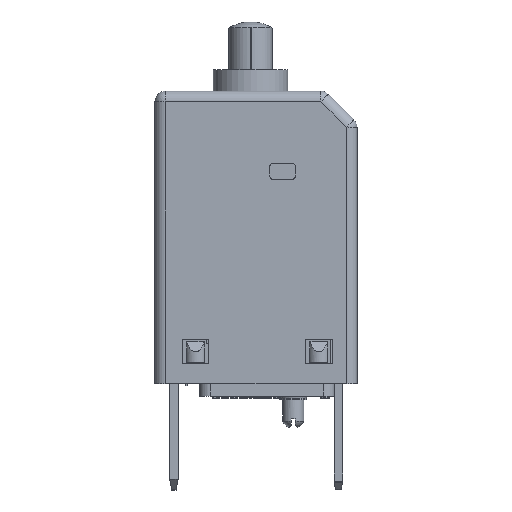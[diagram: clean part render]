
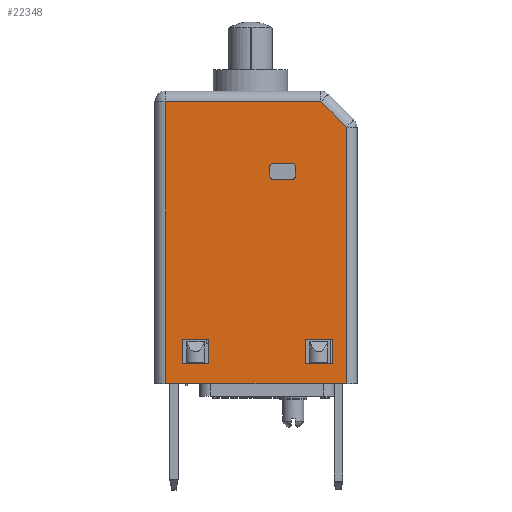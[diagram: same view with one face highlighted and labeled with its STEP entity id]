
A CAD part, top view. The second image highlights one B-rep face of the part: STEP entity #22348.
In plain terms, the highlighted planar face has unit normal (0, 0, 1).
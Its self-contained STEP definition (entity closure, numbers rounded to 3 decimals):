
#8534=DIRECTION('',(1.,0.,0.));
#8535=VECTOR('',#8534,2.5);
#8536=CARTESIAN_POINT('',(-6.45,1.77,5.5));
#8537=LINE('',#8536,#8535);
#8541=DIRECTION('',(0.,1.,0.));
#8542=VECTOR('',#8541,2.3);
#8543=CARTESIAN_POINT('',(-3.95,1.77,5.5));
#8544=LINE('',#8543,#8542);
#8548=DIRECTION('',(-1.,0.,0.));
#8549=VECTOR('',#8548,2.5);
#8550=CARTESIAN_POINT('',(-3.95,4.07,5.5));
#8551=LINE('',#8550,#8549);
#8555=DIRECTION('',(0.,-1.,0.));
#8556=VECTOR('',#8555,2.3);
#8557=CARTESIAN_POINT('',(-6.45,4.07,5.5));
#8558=LINE('',#8557,#8556);
#8562=DIRECTION('',(0.,-1.,0.));
#8563=VECTOR('',#8562,2.3);
#8564=CARTESIAN_POINT('',(5.15,4.07,5.5));
#8565=LINE('',#8564,#8563);
#8569=DIRECTION('',(1.,0.,0.));
#8570=VECTOR('',#8569,2.5);
#8571=CARTESIAN_POINT('',(5.15,1.77,5.5));
#8572=LINE('',#8571,#8570);
#8576=DIRECTION('',(0.,1.,0.));
#8577=VECTOR('',#8576,2.3);
#8578=CARTESIAN_POINT('',(7.65,1.77,5.5));
#8579=LINE('',#8578,#8577);
#8583=DIRECTION('',(-1.,0.,0.));
#8584=VECTOR('',#8583,2.5);
#8585=CARTESIAN_POINT('',(7.65,4.07,5.5));
#8586=LINE('',#8585,#8584);
#8590=DIRECTION('',(0.,-1.,0.));
#8591=VECTOR('',#8590,26.5);
#8592=CARTESIAN_POINT('',(-8.,26.4,5.5));
#8593=LINE('',#8592,#8591);
#8597=DIRECTION('',(-1.,0.,0.));
#8598=VECTOR('',#8597,14.586);
#8599=CARTESIAN_POINT('',(6.586,26.4,5.5));
#8600=LINE('',#8599,#8598);
#8604=DIRECTION('',(-0.707,0.707,0.));
#8605=VECTOR('',#8604,3.414);
#8606=CARTESIAN_POINT('',(9.,23.986,5.5));
#8607=LINE('',#8606,#8605);
#8611=DIRECTION('',(0.,1.,0.));
#8612=VECTOR('',#8611,24.086);
#8613=CARTESIAN_POINT('',(9.,-0.1,5.5));
#8614=LINE('',#8613,#8612);
#8618=DIRECTION('',(1.,0.,0.));
#8619=VECTOR('',#8618,17.);
#8620=CARTESIAN_POINT('',(-8.,-0.1,5.5));
#8621=LINE('',#8620,#8619);
#8625=DIRECTION('',(0.,1.,0.));
#8626=VECTOR('',#8625,0.9);
#8627=CARTESIAN_POINT('',(4.2,19.4,5.5));
#8628=LINE('',#8627,#8626);
#8632=DIRECTION('',(-1.,0.,0.));
#8633=VECTOR('',#8632,1.8);
#8634=CARTESIAN_POINT('',(3.9,20.6,5.5));
#8635=LINE('',#8634,#8633);
#8639=DIRECTION('',(0.,-1.,0.));
#8640=VECTOR('',#8639,0.9);
#8641=CARTESIAN_POINT('',(1.8,20.3,5.5));
#8642=LINE('',#8641,#8640);
#8646=DIRECTION('',(1.,0.,0.));
#8647=VECTOR('',#8646,1.8);
#8648=CARTESIAN_POINT('',(2.1,19.1,5.5));
#8649=LINE('',#8648,#8647);
#12230=CARTESIAN_POINT('',(3.9,20.3,5.5));
#12231=DIRECTION('',(0.,0.,-1.));
#12232=DIRECTION('',(0.,1.,0.));
#12233=AXIS2_PLACEMENT_3D('',#12230,#12231,#12232);
#12298=CARTESIAN_POINT('',(2.1,20.3,5.5));
#12299=DIRECTION('',(0.,0.,-1.));
#12300=DIRECTION('',(-1.,0.,0.));
#12301=AXIS2_PLACEMENT_3D('',#12298,#12299,#12300);
#12320=CARTESIAN_POINT('',(2.1,19.4,5.5));
#12321=DIRECTION('',(0.,0.,-1.));
#12322=DIRECTION('',(0.,-1.,0.));
#12323=AXIS2_PLACEMENT_3D('',#12320,#12321,#12322);
#12342=CARTESIAN_POINT('',(3.9,19.4,5.5));
#12343=DIRECTION('',(0.,0.,-1.));
#12344=DIRECTION('',(1.,0.,0.));
#12345=AXIS2_PLACEMENT_3D('',#12342,#12343,#12344);
#14186=CARTESIAN_POINT('',(-6.45,1.77,5.5));
#14187=CARTESIAN_POINT('',(-3.95,1.77,5.5));
#14188=VERTEX_POINT('',#14186);
#14189=VERTEX_POINT('',#14187);
#14190=CARTESIAN_POINT('',(-3.95,4.07,5.5));
#14191=VERTEX_POINT('',#14190);
#14192=CARTESIAN_POINT('',(-6.45,4.07,5.5));
#14193=VERTEX_POINT('',#14192);
#14194=CARTESIAN_POINT('',(5.15,4.07,5.5));
#14195=CARTESIAN_POINT('',(5.15,1.77,5.5));
#14196=VERTEX_POINT('',#14194);
#14197=VERTEX_POINT('',#14195);
#14198=CARTESIAN_POINT('',(7.65,1.77,5.5));
#14199=VERTEX_POINT('',#14198);
#14200=CARTESIAN_POINT('',(7.65,4.07,5.5));
#14201=VERTEX_POINT('',#14200);
#14268=CARTESIAN_POINT('',(-8.,-0.1,5.5));
#14270=VERTEX_POINT('',#14268);
#14274=CARTESIAN_POINT('',(-8.,26.4,5.5));
#14275=VERTEX_POINT('',#14274);
#14278=CARTESIAN_POINT('',(6.586,26.4,5.5));
#14279=VERTEX_POINT('',#14278);
#14284=CARTESIAN_POINT('',(9.,23.986,5.5));
#14285=VERTEX_POINT('',#14284);
#14291=CARTESIAN_POINT('',(9.,-0.1,5.5));
#14293=VERTEX_POINT('',#14291);
#14324=CARTESIAN_POINT('',(1.8,20.3,5.5));
#14325=VERTEX_POINT('',#14324);
#14326=CARTESIAN_POINT('',(2.1,20.6,5.5));
#14327=VERTEX_POINT('',#14326);
#14332=CARTESIAN_POINT('',(3.9,20.6,5.5));
#14333=VERTEX_POINT('',#14332);
#14334=CARTESIAN_POINT('',(4.2,20.3,5.5));
#14335=VERTEX_POINT('',#14334);
#14340=CARTESIAN_POINT('',(2.1,19.1,5.5));
#14341=VERTEX_POINT('',#14340);
#14342=CARTESIAN_POINT('',(1.8,19.4,5.5));
#14343=VERTEX_POINT('',#14342);
#14348=CARTESIAN_POINT('',(4.2,19.4,5.5));
#14349=VERTEX_POINT('',#14348);
#14350=CARTESIAN_POINT('',(3.9,19.1,5.5));
#14351=VERTEX_POINT('',#14350);
#22297=CARTESIAN_POINT('',(0.,-0.1,5.5));
#22298=DIRECTION('',(0.,0.,1.));
#22299=DIRECTION('',(1.,0.,0.));
#22300=AXIS2_PLACEMENT_3D('',#22297,#22298,#22299);
#22301=PLANE('',#22300);
#22302=ORIENTED_EDGE('',*,*,#21624,.F.);
#22304=ORIENTED_EDGE('',*,*,#22303,.F.);
#22306=ORIENTED_EDGE('',*,*,#22305,.F.);
#22308=ORIENTED_EDGE('',*,*,#22307,.F.);
#22309=ORIENTED_EDGE('',*,*,#21503,.F.);
#22310=EDGE_LOOP('',(#22302,#22304,#22306,#22308,#22309));
#22311=FACE_OUTER_BOUND('',#22310,.F.);
#22313=ORIENTED_EDGE('',*,*,#22312,.T.);
#22315=ORIENTED_EDGE('',*,*,#22314,.T.);
#22317=ORIENTED_EDGE('',*,*,#22316,.T.);
#22319=ORIENTED_EDGE('',*,*,#22318,.T.);
#22320=EDGE_LOOP('',(#22313,#22315,#22317,#22319));
#22321=FACE_BOUND('',#22320,.F.);
#22322=ORIENTED_EDGE('',*,*,#21775,.T.);
#22323=ORIENTED_EDGE('',*,*,#22250,.T.);
#22325=ORIENTED_EDGE('',*,*,#22324,.T.);
#22327=ORIENTED_EDGE('',*,*,#22326,.T.);
#22328=EDGE_LOOP('',(#22322,#22323,#22325,#22327));
#22329=FACE_BOUND('',#22328,.F.);
#22331=ORIENTED_EDGE('',*,*,#22330,.T.);
#22333=ORIENTED_EDGE('',*,*,#22332,.F.);
#22335=ORIENTED_EDGE('',*,*,#22334,.T.);
#22337=ORIENTED_EDGE('',*,*,#22336,.F.);
#22339=ORIENTED_EDGE('',*,*,#22338,.T.);
#22341=ORIENTED_EDGE('',*,*,#22340,.F.);
#22343=ORIENTED_EDGE('',*,*,#22342,.T.);
#22345=ORIENTED_EDGE('',*,*,#22344,.F.);
#22346=EDGE_LOOP('',(#22331,#22333,#22335,#22337,#22339,#22341,#22343,#22345));
#22347=FACE_BOUND('',#22346,.F.);
#12234=CIRCLE('',#12233,0.3);
#12302=CIRCLE('',#12301,0.3);
#12324=CIRCLE('',#12323,0.3);
#12346=CIRCLE('',#12345,0.3);
#21503=EDGE_CURVE('',#14270,#14293,#8621,.T.);
#21624=EDGE_CURVE('',#14275,#14270,#8593,.T.);
#21775=EDGE_CURVE('',#14188,#14189,#8537,.T.);
#22250=EDGE_CURVE('',#14189,#14191,#8544,.T.);
#22303=EDGE_CURVE('',#14279,#14275,#8600,.T.);
#22305=EDGE_CURVE('',#14285,#14279,#8607,.T.);
#22307=EDGE_CURVE('',#14293,#14285,#8614,.T.);
#22312=EDGE_CURVE('',#14196,#14197,#8565,.T.);
#22314=EDGE_CURVE('',#14197,#14199,#8572,.T.);
#22316=EDGE_CURVE('',#14199,#14201,#8579,.T.);
#22318=EDGE_CURVE('',#14201,#14196,#8586,.T.);
#22324=EDGE_CURVE('',#14191,#14193,#8551,.T.);
#22326=EDGE_CURVE('',#14193,#14188,#8558,.T.);
#22330=EDGE_CURVE('',#14349,#14335,#8628,.T.);
#22332=EDGE_CURVE('',#14333,#14335,#12234,.T.);
#22334=EDGE_CURVE('',#14333,#14327,#8635,.T.);
#22336=EDGE_CURVE('',#14325,#14327,#12302,.T.);
#22338=EDGE_CURVE('',#14325,#14343,#8642,.T.);
#22340=EDGE_CURVE('',#14341,#14343,#12324,.T.);
#22342=EDGE_CURVE('',#14341,#14351,#8649,.T.);
#22344=EDGE_CURVE('',#14349,#14351,#12346,.T.);
#22348=ADVANCED_FACE('',(#22311,#22321,#22329,#22347),#22301,.T.);
